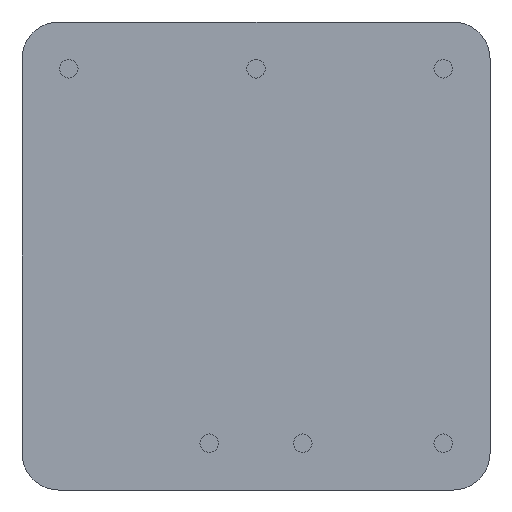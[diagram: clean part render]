
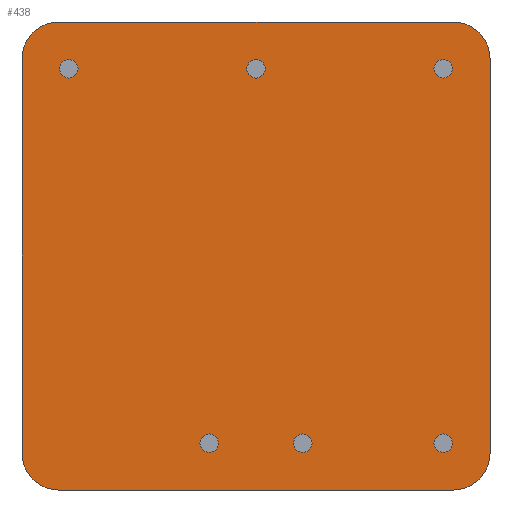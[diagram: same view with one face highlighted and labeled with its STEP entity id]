
A CAD part, front view. The second image highlights one B-rep face of the part: STEP entity #438.
In plain terms, the highlighted planar face has unit normal (0, -1, 0).
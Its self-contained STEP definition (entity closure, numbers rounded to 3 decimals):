
#17=FACE_BOUND('',#115,.T.);
#18=FACE_BOUND('',#116,.T.);
#19=FACE_BOUND('',#117,.T.);
#20=FACE_BOUND('',#118,.T.);
#21=FACE_BOUND('',#119,.T.);
#22=FACE_BOUND('',#120,.T.);
#55=PLANE('',#515);
#84=FACE_OUTER_BOUND('',#114,.T.);
#114=EDGE_LOOP('',(#372,#373,#374,#375,#376,#377,#378,#379));
#115=EDGE_LOOP('',(#380));
#116=EDGE_LOOP('',(#381));
#117=EDGE_LOOP('',(#382));
#118=EDGE_LOOP('',(#383));
#119=EDGE_LOOP('',(#384));
#120=EDGE_LOOP('',(#385));
#141=LINE('',#756,#167);
#144=LINE('',#764,#170);
#146=LINE('',#772,#172);
#147=LINE('',#775,#173);
#167=VECTOR('',#633,10.);
#170=VECTOR('',#642,10.);
#172=VECTOR('',#652,10.);
#173=VECTOR('',#655,10.);
#177=CIRCLE('',#464,0.5);
#179=CIRCLE('',#468,0.5);
#181=CIRCLE('',#472,0.5);
#183=CIRCLE('',#476,0.5);
#185=CIRCLE('',#480,0.5);
#187=CIRCLE('',#484,0.5);
#200=CIRCLE('',#507,2.);
#201=CIRCLE('',#510,2.);
#202=CIRCLE('',#514,2.);
#203=CIRCLE('',#516,2.);
#205=VERTEX_POINT('',#668);
#207=VERTEX_POINT('',#675);
#209=VERTEX_POINT('',#682);
#211=VERTEX_POINT('',#689);
#213=VERTEX_POINT('',#696);
#215=VERTEX_POINT('',#703);
#228=VERTEX_POINT('',#748);
#229=VERTEX_POINT('',#750);
#230=VERTEX_POINT('',#754);
#231=VERTEX_POINT('',#758);
#232=VERTEX_POINT('',#762);
#233=VERTEX_POINT('',#767);
#234=VERTEX_POINT('',#771);
#235=VERTEX_POINT('',#773);
#238=EDGE_CURVE('',#205,#205,#177,.T.);
#241=EDGE_CURVE('',#207,#207,#179,.T.);
#244=EDGE_CURVE('',#209,#209,#181,.T.);
#247=EDGE_CURVE('',#211,#211,#183,.T.);
#250=EDGE_CURVE('',#213,#213,#185,.T.);
#253=EDGE_CURVE('',#215,#215,#187,.T.);
#275=EDGE_CURVE('',#228,#229,#200,.T.);
#278=EDGE_CURVE('',#230,#228,#141,.T.);
#280=EDGE_CURVE('',#231,#230,#201,.T.);
#282=EDGE_CURVE('',#232,#231,#144,.T.);
#284=EDGE_CURVE('',#233,#232,#202,.T.);
#285=EDGE_CURVE('',#234,#233,#146,.T.);
#286=EDGE_CURVE('',#235,#234,#203,.T.);
#287=EDGE_CURVE('',#229,#235,#147,.T.);
#372=ORIENTED_EDGE('',*,*,#284,.F.);
#373=ORIENTED_EDGE('',*,*,#285,.F.);
#374=ORIENTED_EDGE('',*,*,#286,.F.);
#375=ORIENTED_EDGE('',*,*,#287,.F.);
#376=ORIENTED_EDGE('',*,*,#275,.F.);
#377=ORIENTED_EDGE('',*,*,#278,.F.);
#378=ORIENTED_EDGE('',*,*,#280,.F.);
#379=ORIENTED_EDGE('',*,*,#282,.F.);
#380=ORIENTED_EDGE('',*,*,#238,.T.);
#381=ORIENTED_EDGE('',*,*,#241,.T.);
#382=ORIENTED_EDGE('',*,*,#244,.T.);
#383=ORIENTED_EDGE('',*,*,#247,.T.);
#384=ORIENTED_EDGE('',*,*,#250,.T.);
#385=ORIENTED_EDGE('',*,*,#253,.T.);
#438=ADVANCED_FACE('',(#84,#17,#18,#19,#20,#21,#22),#55,.F.);
#464=AXIS2_PLACEMENT_3D('',#670,#527,#528);
#468=AXIS2_PLACEMENT_3D('',#677,#536,#537);
#472=AXIS2_PLACEMENT_3D('',#684,#545,#546);
#476=AXIS2_PLACEMENT_3D('',#691,#554,#555);
#480=AXIS2_PLACEMENT_3D('',#698,#563,#564);
#484=AXIS2_PLACEMENT_3D('',#705,#572,#573);
#507=AXIS2_PLACEMENT_3D('',#751,#627,#628);
#510=AXIS2_PLACEMENT_3D('',#760,#637,#638);
#514=AXIS2_PLACEMENT_3D('',#769,#648,#649);
#515=AXIS2_PLACEMENT_3D('',#770,#650,#651);
#516=AXIS2_PLACEMENT_3D('',#774,#653,#654);
#527=DIRECTION('center_axis',(0.,1.,0.));
#528=DIRECTION('ref_axis',(1.,0.,0.));
#536=DIRECTION('center_axis',(0.,1.,0.));
#537=DIRECTION('ref_axis',(1.,0.,0.));
#545=DIRECTION('center_axis',(0.,1.,0.));
#546=DIRECTION('ref_axis',(1.,0.,0.));
#554=DIRECTION('center_axis',(0.,1.,0.));
#555=DIRECTION('ref_axis',(1.,0.,0.));
#563=DIRECTION('center_axis',(0.,1.,0.));
#564=DIRECTION('ref_axis',(1.,0.,0.));
#572=DIRECTION('center_axis',(0.,1.,0.));
#573=DIRECTION('ref_axis',(1.,0.,0.));
#627=DIRECTION('center_axis',(0.,1.,0.));
#628=DIRECTION('ref_axis',(0.707,0.,0.707));
#633=DIRECTION('',(1.,0.,0.));
#637=DIRECTION('center_axis',(0.,1.,0.));
#638=DIRECTION('ref_axis',(-0.707,0.,0.707));
#642=DIRECTION('',(0.,0.,1.));
#648=DIRECTION('center_axis',(0.,1.,0.));
#649=DIRECTION('ref_axis',(-0.707,0.,-0.707));
#650=DIRECTION('center_axis',(0.,1.,0.));
#651=DIRECTION('ref_axis',(0.,0.,1.));
#652=DIRECTION('',(-1.,0.,0.));
#653=DIRECTION('center_axis',(0.,1.,0.));
#654=DIRECTION('ref_axis',(0.707,0.,-0.707));
#655=DIRECTION('',(0.,0.,-1.));
#668=CARTESIAN_POINT('',(-3.04,0.,-10.16));
#670=CARTESIAN_POINT('Origin',(-2.54,0.,-10.16));
#675=CARTESIAN_POINT('',(-10.66,0.,10.16));
#677=CARTESIAN_POINT('Origin',(-10.16,0.,10.16));
#682=CARTESIAN_POINT('',(2.04,0.,-10.16));
#684=CARTESIAN_POINT('Origin',(2.54,0.,-10.16));
#689=CARTESIAN_POINT('',(9.66,0.,10.16));
#691=CARTESIAN_POINT('Origin',(10.16,0.,10.16));
#696=CARTESIAN_POINT('',(-0.5,0.,10.16));
#698=CARTESIAN_POINT('Origin',(0.,0.,10.16));
#703=CARTESIAN_POINT('',(9.66,0.,-10.16));
#705=CARTESIAN_POINT('Origin',(10.16,0.,-10.16));
#748=CARTESIAN_POINT('',(10.7,0.,12.7));
#750=CARTESIAN_POINT('',(12.7,0.,10.7));
#751=CARTESIAN_POINT('Origin',(10.7,0.,10.7));
#754=CARTESIAN_POINT('',(-10.7,0.,12.7));
#756=CARTESIAN_POINT('',(-12.7,0.,12.7));
#758=CARTESIAN_POINT('',(-12.7,0.,10.7));
#760=CARTESIAN_POINT('Origin',(-10.7,0.,10.7));
#762=CARTESIAN_POINT('',(-12.7,0.,-10.7));
#764=CARTESIAN_POINT('',(-12.7,0.,-12.7));
#767=CARTESIAN_POINT('',(-10.7,0.,-12.7));
#769=CARTESIAN_POINT('Origin',(-10.7,0.,-10.7));
#770=CARTESIAN_POINT('Origin',(0.,0.,0.));
#771=CARTESIAN_POINT('',(10.7,0.,-12.7));
#772=CARTESIAN_POINT('',(12.7,0.,-12.7));
#773=CARTESIAN_POINT('',(12.7,0.,-10.7));
#774=CARTESIAN_POINT('Origin',(10.7,0.,-10.7));
#775=CARTESIAN_POINT('',(12.7,0.,12.7));
